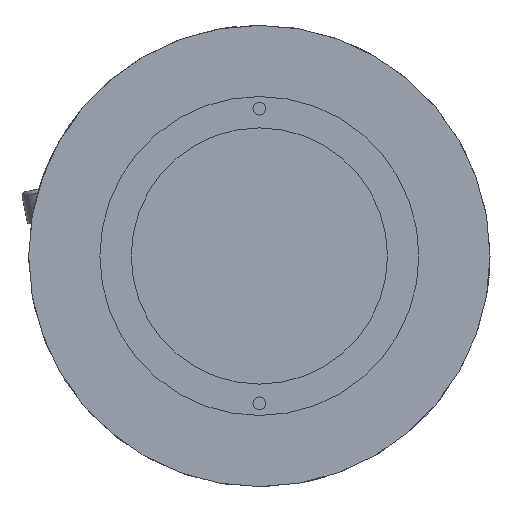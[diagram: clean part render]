
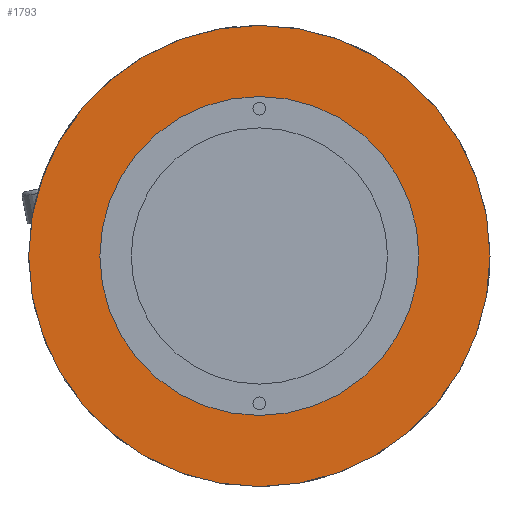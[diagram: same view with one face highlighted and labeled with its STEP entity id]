
A CAD part, left-side view. The second image highlights one B-rep face of the part: STEP entity #1793.
In plain terms, the highlighted planar face has unit normal (-1, 0, 0).
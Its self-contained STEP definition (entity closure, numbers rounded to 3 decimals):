
#44 = FACE_BOUND ( 'NONE', #424, .T. ) ;
#215 = EDGE_CURVE ( 'NONE', #2706, #492, #2848, .T. ) ;
#237 = AXIS2_PLACEMENT_3D ( 'NONE', #2649, #1173, #2886 ) ;
#257 = EDGE_CURVE ( 'NONE', #1536, #1024, #1400, .T. ) ;
#376 = CARTESIAN_POINT ( 'NONE',  ( 0., 0., -18. ) ) ;
#422 = DIRECTION ( 'NONE',  ( -1., 0., 0. ) ) ;
#424 = EDGE_LOOP ( 'NONE', ( #3117, #1831 ) ) ;
#492 = VERTEX_POINT ( 'NONE', #1524 ) ;
#542 = EDGE_LOOP ( 'NONE', ( #1673, #2305 ) ) ;
#987 = CARTESIAN_POINT ( 'NONE',  ( 0., 0., 18. ) ) ;
#1019 = DIRECTION ( 'NONE',  ( -1., 0., 0. ) ) ;
#1024 = VERTEX_POINT ( 'NONE', #987 ) ;
#1036 = CARTESIAN_POINT ( 'NONE',  ( 0., 0., 0. ) ) ;
#1108 = DIRECTION ( 'NONE',  ( 0., 0., -1. ) ) ;
#1173 = DIRECTION ( 'NONE',  ( -1., 0., 0. ) ) ;
#1321 = CIRCLE ( 'NONE', #237, 18. ) ;
#1400 = CIRCLE ( 'NONE', #2584, 18. ) ;
#1489 = AXIS2_PLACEMENT_3D ( 'NONE', #2338, #2562, #1108 ) ;
#1524 = CARTESIAN_POINT ( 'NONE',  ( 0., 0., -12.45 ) ) ;
#1536 = VERTEX_POINT ( 'NONE', #376 ) ;
#1673 = ORIENTED_EDGE ( 'NONE', *, *, #2604, .T. ) ;
#1793 = ADVANCED_FACE ( 'NONE', ( #44, #2032 ), #2574, .F. ) ;
#1831 = ORIENTED_EDGE ( 'NONE', *, *, #3091, .F. ) ;
#1935 = CARTESIAN_POINT ( 'NONE',  ( 0., 0., 0. ) ) ;
#1954 = CARTESIAN_POINT ( 'NONE',  ( 0., 0., 12.45 ) ) ;
#2032 = FACE_OUTER_BOUND ( 'NONE', #542, .T. ) ;
#2067 = CIRCLE ( 'NONE', #2819, 12.45 ) ;
#2179 = DIRECTION ( 'NONE',  ( 0., 0., 1. ) ) ;
#2305 = ORIENTED_EDGE ( 'NONE', *, *, #257, .T. ) ;
#2338 = CARTESIAN_POINT ( 'NONE',  ( 0., 18., 0. ) ) ;
#2524 = DIRECTION ( 'NONE',  ( 0., 0., 1. ) ) ;
#2562 = DIRECTION ( 'NONE',  ( 1., 0., 0. ) ) ;
#2574 = PLANE ( 'NONE',  #1489 ) ;
#2583 = DIRECTION ( 'NONE',  ( -1., 0., 0. ) ) ;
#2584 = AXIS2_PLACEMENT_3D ( 'NONE', #1036, #1019, #2982 ) ;
#2604 = EDGE_CURVE ( 'NONE', #1024, #1536, #1321, .T. ) ;
#2649 = CARTESIAN_POINT ( 'NONE',  ( 0., 0., 0. ) ) ;
#2677 = AXIS2_PLACEMENT_3D ( 'NONE', #2763, #2583, #2524 ) ;
#2706 = VERTEX_POINT ( 'NONE', #1954 ) ;
#2763 = CARTESIAN_POINT ( 'NONE',  ( 0., 0., 0. ) ) ;
#2819 = AXIS2_PLACEMENT_3D ( 'NONE', #1935, #422, #2179 ) ;
#2848 = CIRCLE ( 'NONE', #2677, 12.45 ) ;
#2886 = DIRECTION ( 'NONE',  ( 0., 0., 1. ) ) ;
#2982 = DIRECTION ( 'NONE',  ( 0., 0., 1. ) ) ;
#3091 = EDGE_CURVE ( 'NONE', #492, #2706, #2067, .T. ) ;
#3117 = ORIENTED_EDGE ( 'NONE', *, *, #215, .F. ) ;
